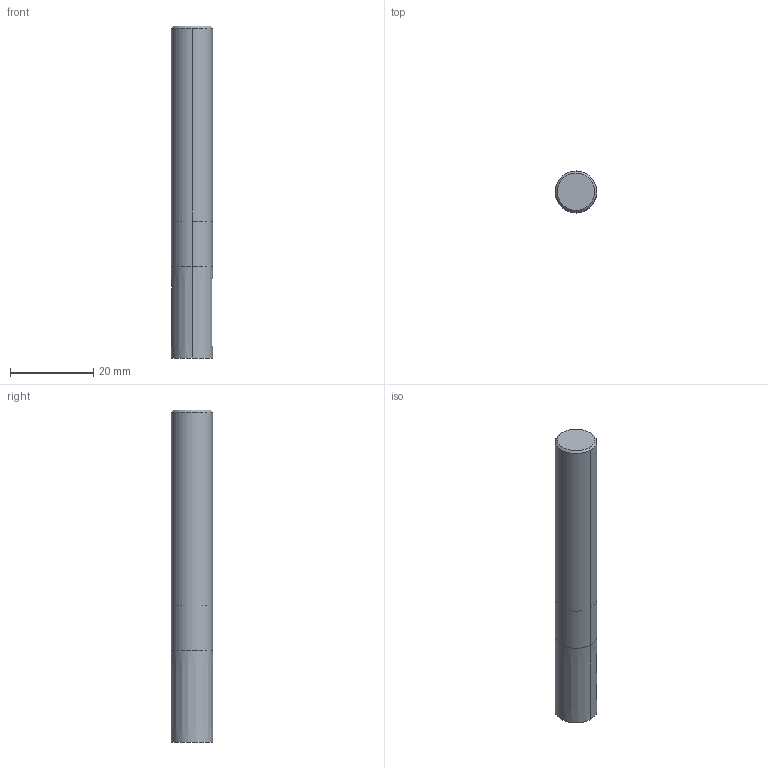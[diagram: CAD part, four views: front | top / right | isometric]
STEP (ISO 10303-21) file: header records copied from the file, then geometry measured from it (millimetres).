
FILE_DESCRIPTION(('no description'),'unknown implementation level');
FILE_NAME('solidQDO_HEkCXEW1_rnHN1KNy9m5oz4_1.STP',' ',('CIMSOURCE GmbH'),('CADClick - KiM GmbH - www.kimweb.de'),'unknown preprocess','ACIS','unknown authorization');
FILE_SCHEMA(('automotive_design'));
Length unit declared in the file: millimetre
Products named in the file (2): 1; 2
Bounding box: 10 x 10 x 80 mm (x, y, z)
Volume: 6279.3 mm3; surface area: 2817.9 mm2
Topology: 2 solids, 2 shells, 13 faces, 22 edges, 14 vertices
Faces by surface type: plane 5, cylinder 4, cone 4
Entity records: 663 total; most frequent: DIRECTION 74, CARTESIAN_POINT 55, STYLED_ITEM 51, PRESENTATION_STYLE_ASSIGNMENT 51, COLOUR_RGB 51, ORIENTED_EDGE 44, AXIS2_PLACEMENT_3D 33, EDGE_CURVE 22
